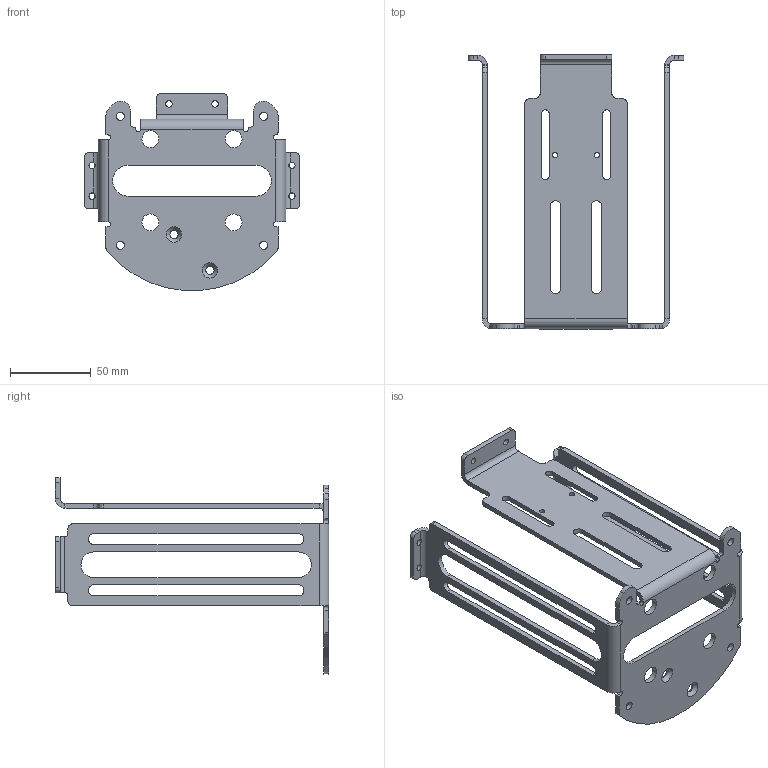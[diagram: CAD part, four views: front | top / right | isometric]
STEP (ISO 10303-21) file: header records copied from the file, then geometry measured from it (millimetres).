
FILE_DESCRIPTION(/* description */ ('CHASSIS, BUOYANCY ENGINE '),/* implementation_level */ '2;1');
FILE_NAME(/* name */ 'BD-PRT-0297-0000_RevC.stp',/* time_stamp */ '2021-02-25T08:54:37-05:00',/* author */ ('Jeremy Paulus'),/* organization */ (''),/* preprocessor_version */ 'ST-DEVELOPER v18.1',/* originating_system */ 'Autodesk Inventor 2021',/* authorisation */ '');
FILE_SCHEMA (('AUTOMOTIVE_DESIGN { 1 0 10303 214 3 1 1 }'));
Length unit declared in the file: inch
Products named in the file (1): BD-PRT-0297-0000
Bounding box: 133.92 x 169.74 x 122.14 mm (x, y, z)
Volume: 82610.8 mm3; surface area: 67023.9 mm2
Topology: 1 solids, 1 shells, 184 faces, 562 edges, 402 vertices
Faces by surface type: cylinder 89, plane 89, cone 6
Full cylindrical faces by diameter (mm): 3.277 x2, 3.962 x6, 5.105 x6, 10.477 x4
Entity records: 6512 total; most frequent: CARTESIAN_POINT 1252, DIRECTION 1116, ORIENTED_EDGE 1064, EDGE_CURVE 532, AXIS2_PLACEMENT_3D 402, VERTEX_POINT 342, LINE 312, VECTOR 312
